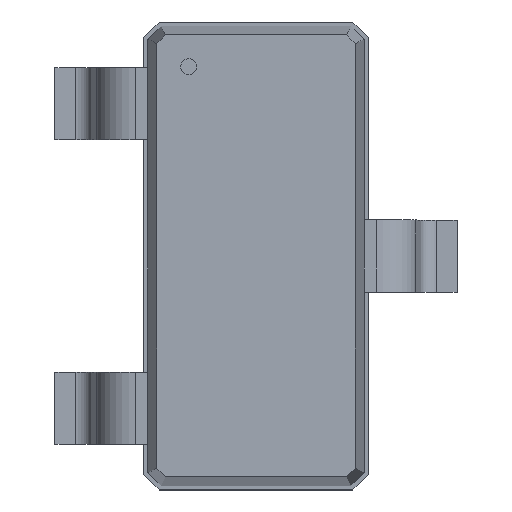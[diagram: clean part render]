
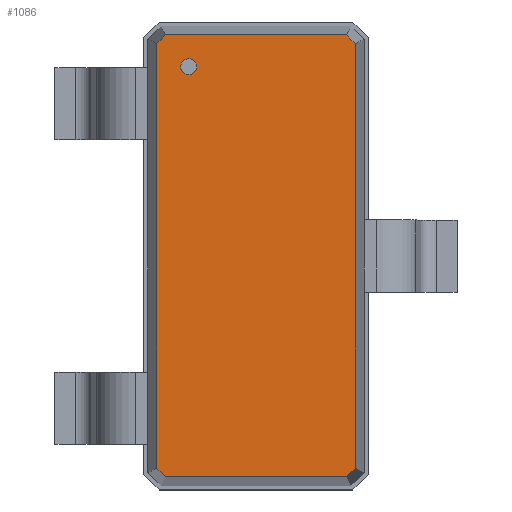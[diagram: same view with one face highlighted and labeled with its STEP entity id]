
A CAD part, top view. The second image highlights one B-rep face of the part: STEP entity #1086.
In plain terms, the highlighted planar face has unit normal (0, 0, 1).
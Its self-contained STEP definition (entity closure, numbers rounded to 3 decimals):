
#13=DIRECTION('',(0.,0.,1.));
#27=VECTOR('',#28,1.);
#28=DIRECTION('',(1.,0.,0.));
#51=VECTOR('',#52,1.);
#52=DIRECTION('',(0.707,-0.707,0.));
#58=VECTOR('',#59,1.);
#59=DIRECTION('',(0.,-1.,0.));
#65=VECTOR('',#66,1.);
#66=DIRECTION('',(-0.707,-0.707,0.));
#72=VECTOR('',#73,1.);
#73=DIRECTION('',(-1.,0.,0.));
#79=VECTOR('',#80,1.);
#80=DIRECTION('',(-0.707,0.707,0.));
#86=VECTOR('',#87,1.);
#87=DIRECTION('',(0.,1.,0.));
#91=VECTOR('',#92,1.);
#92=DIRECTION('',(0.707,0.707,0.));
#542=VERTEX_POINT('',#543);
#543=CARTESIAN_POINT('',(-0.619,1.325,1.04));
#545=ORIENTED_EDGE('',*,*,#546,.F.);
#546=EDGE_CURVE('',#547,#542,#549,.T.);
#547=VERTEX_POINT('',#548);
#548=CARTESIAN_POINT('',(-0.619,-1.325,1.04));
#549=LINE('',#548,#86);
#560=VERTEX_POINT('',#561);
#561=CARTESIAN_POINT('',(-0.565,1.379,1.04));
#563=ORIENTED_EDGE('',*,*,#564,.F.);
#564=EDGE_CURVE('',#542,#560,#565,.T.);
#565=LINE('',#543,#91);
#574=VERTEX_POINT('',#575);
#575=CARTESIAN_POINT('',(0.565,1.379,1.04));
#577=ORIENTED_EDGE('',*,*,#578,.F.);
#578=EDGE_CURVE('',#560,#574,#579,.T.);
#579=LINE('',#561,#27);
#588=VERTEX_POINT('',#589);
#589=CARTESIAN_POINT('',(0.619,1.325,1.04));
#591=ORIENTED_EDGE('',*,*,#592,.F.);
#592=EDGE_CURVE('',#574,#588,#593,.T.);
#593=LINE('',#575,#51);
#610=VERTEX_POINT('',#611);
#611=CARTESIAN_POINT('',(0.619,-1.325,1.04));
#613=ORIENTED_EDGE('',*,*,#614,.F.);
#614=EDGE_CURVE('',#588,#610,#615,.T.);
#615=LINE('',#589,#58);
#1086=ADVANCED_FACE('',(#1087,#1102),#1112,.T.);
#1087=FACE_BOUND('',#1088,.T.);
#1088=EDGE_LOOP('',(#577,#563,#545,#1089,#1094,#1099,#613,#591));
#1089=ORIENTED_EDGE('',*,*,#1090,.F.);
#1090=EDGE_CURVE('',#1091,#547,#1093,.T.);
#1091=VERTEX_POINT('',#1092);
#1092=CARTESIAN_POINT('',(-0.565,-1.379,1.04));
#1093=LINE('',#1092,#79);
#1094=ORIENTED_EDGE('',*,*,#1095,.F.);
#1095=EDGE_CURVE('',#1096,#1091,#1098,.T.);
#1096=VERTEX_POINT('',#1097);
#1097=CARTESIAN_POINT('',(0.565,-1.379,1.04));
#1098=LINE('',#1097,#72);
#1099=ORIENTED_EDGE('',*,*,#1100,.F.);
#1100=EDGE_CURVE('',#610,#1096,#1101,.T.);
#1101=LINE('',#611,#65);
#1102=FACE_BOUND('',#1103,.T.);
#1103=EDGE_LOOP('',(#1104));
#1104=ORIENTED_EDGE('',*,*,#1105,.T.);
#1105=EDGE_CURVE('',#1106,#1106,#1108,.T.);
#1106=VERTEX_POINT('',#1107);
#1107=CARTESIAN_POINT('',(-0.419,1.129,1.04));
#1108=CIRCLE('',#1109,0.05);
#1109=AXIS2_PLACEMENT_3D('',#1110,#1111,#59);
#1110=CARTESIAN_POINT('',(-0.419,1.179,1.04));
#1111=DIRECTION('',(0.,-0.,-1.));
#1112=PLANE('',#1113);
#1113=AXIS2_PLACEMENT_3D('',#561,#13,#1114);
#1114=DIRECTION('',(0.379,-0.925,0.));
